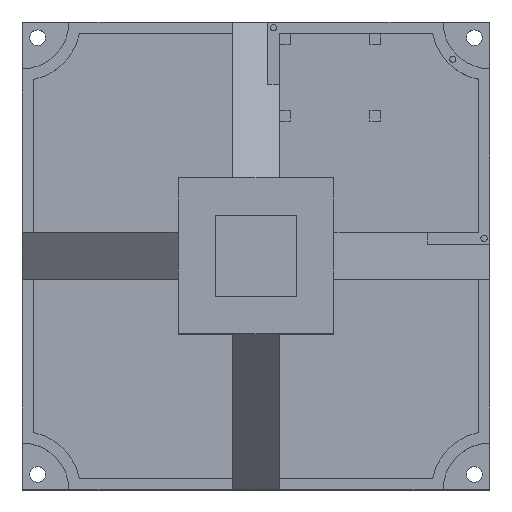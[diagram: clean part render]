
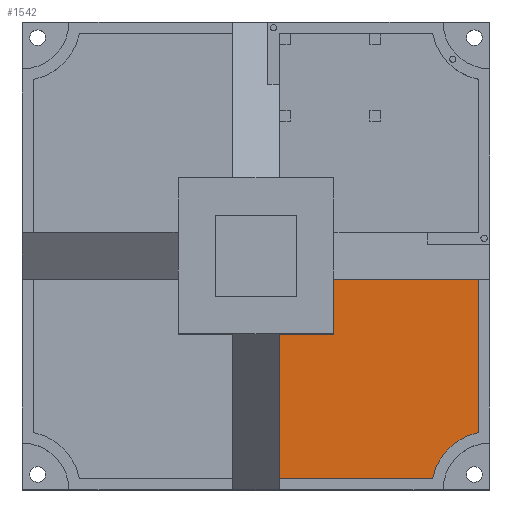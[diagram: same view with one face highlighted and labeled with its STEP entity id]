
A CAD part, top view. The second image highlights one B-rep face of the part: STEP entity #1542.
In plain terms, the highlighted planar face has unit normal (0, 0, 1).
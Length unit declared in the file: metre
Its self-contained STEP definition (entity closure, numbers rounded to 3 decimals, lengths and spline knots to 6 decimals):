
#42=CIRCLE('',#1650,0.0375);
#140=ORIENTED_EDGE('',*,*,#574,.F.);
#141=ORIENTED_EDGE('',*,*,#559,.T.);
#142=ORIENTED_EDGE('',*,*,#575,.T.);
#143=ORIENTED_EDGE('',*,*,#576,.T.);
#144=ORIENTED_EDGE('',*,*,#577,.F.);
#145=ORIENTED_EDGE('',*,*,#578,.T.);
#146=ORIENTED_EDGE('',*,*,#579,.F.);
#559=EDGE_CURVE('',#774,#776,#919,.T.);
#574=EDGE_CURVE('',#774,#789,#932,.T.);
#575=EDGE_CURVE('',#776,#790,#933,.T.);
#576=EDGE_CURVE('',#790,#791,#934,.T.);
#577=EDGE_CURVE('',#792,#791,#935,.T.);
#578=EDGE_CURVE('',#792,#793,#42,.T.);
#579=EDGE_CURVE('',#789,#793,#936,.T.);
#774=VERTEX_POINT('',#2288);
#776=VERTEX_POINT('',#2292);
#789=VERTEX_POINT('',#2325);
#790=VERTEX_POINT('',#2327);
#791=VERTEX_POINT('',#2329);
#792=VERTEX_POINT('',#2331);
#793=VERTEX_POINT('',#2333);
#919=LINE('',#2293,#1108);
#932=LINE('',#2324,#1121);
#933=LINE('',#2326,#1122);
#934=LINE('',#2328,#1123);
#935=LINE('',#2330,#1124);
#936=LINE('',#2334,#1125);
#1108=VECTOR('',#1826,1.);
#1121=VECTOR('',#1851,1.);
#1122=VECTOR('',#1852,1.);
#1123=VECTOR('',#1853,1.);
#1124=VECTOR('',#1854,1.);
#1125=VECTOR('',#1857,1.);
#1257=EDGE_LOOP('',(#140,#141,#142,#143,#144,#145,#146));
#1364=FACE_BOUND('',#1257,.T.);
#1470=PLANE('',#1649);
#1542=ADVANCED_FACE('',(#1364),#1470,.T.);
#1649=AXIS2_PLACEMENT_3D('',#2323,#1849,#1850);
#1650=AXIS2_PLACEMENT_3D('',#2332,#1855,#1856);
#1826=DIRECTION('',(0.,-1.,0.));
#1849=DIRECTION('',(0.,0.,1.));
#1850=DIRECTION('',(1.,0.,0.));
#1851=DIRECTION('',(1.,0.,0.));
#1852=DIRECTION('',(-1.,0.,0.));
#1853=DIRECTION('',(0.,-1.,0.));
#1854=DIRECTION('',(-1.,0.,0.));
#1855=DIRECTION('',(0.,0.,-1.));
#1856=DIRECTION('',(1.,0.,0.));
#1857=DIRECTION('',(0.,-1.,0.));
#2288=CARTESIAN_POINT('',(0.05,-0.015,0.));
#2292=CARTESIAN_POINT('',(0.05,-0.05,0.));
#2293=CARTESIAN_POINT('',(0.05,-0.0325,0.));
#2323=CARTESIAN_POINT('',(0.,0.,0.));
#2324=CARTESIAN_POINT('',(0.09625,-0.015,0.));
#2325=CARTESIAN_POINT('',(0.1425,-0.015,0.));
#2326=CARTESIAN_POINT('',(-0.0325,-0.05,0.));
#2327=CARTESIAN_POINT('',(0.015,-0.05,0.));
#2328=CARTESIAN_POINT('',(0.015,-0.09625,0.));
#2329=CARTESIAN_POINT('',(0.015,-0.1425,0.));
#2330=CARTESIAN_POINT('',(0.064129,-0.1425,0.));
#2331=CARTESIAN_POINT('',(0.113258,-0.1425,0.));
#2332=CARTESIAN_POINT('',(0.15,-0.15,0.));
#2333=CARTESIAN_POINT('',(0.1425,-0.113258,0.));
#2334=CARTESIAN_POINT('',(0.1425,-0.064129,0.));
